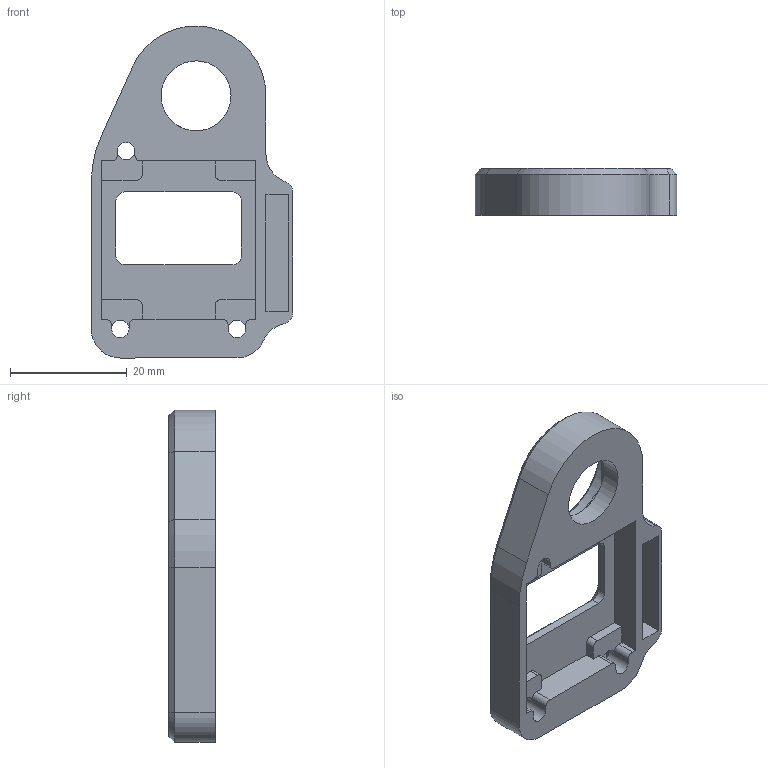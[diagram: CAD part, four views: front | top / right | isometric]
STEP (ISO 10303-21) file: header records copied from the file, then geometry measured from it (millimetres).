
FILE_DESCRIPTION(/* description */ (''),/* implementation_level */ '2;1');
FILE_NAME(/* name */ 'OBS-Display-B-001_Schrauben_Display_Top_v0.1.0.stp',/* time_stamp */ '2021-04-29T22:32:00+02:00',/* author */ ('hpcthobs'),/* organization */ (''),/* preprocessor_version */ 'ST-DEVELOPER v18.1',/* originating_system */ 'Autodesk Inventor 2021',/* authorisation */ '');
FILE_SCHEMA (('AUTOMOTIVE_DESIGN { 1 0 10303 214 3 1 1 }'));
Length unit declared in the file: millimetre
Products named in the file (1): OBS-Display-B-001_Schrauben_Display_Top_v0.1.0
Bounding box: 34.6 x 8 x 56.99 mm (x, y, z)
Volume: 6497.5 mm3; surface area: 5302.1 mm2
Topology: 1 solids, 1 shells, 148 faces, 405 edges, 262 vertices
Faces by surface type: plane 105, cylinder 30, cone 13
Full cylindrical faces by diameter (mm): 3 x3, 6 x3, 12 x1, 18 x1
Entity records: 4715 total; most frequent: DIRECTION 822, CARTESIAN_POINT 809, ORIENTED_EDGE 788, EDGE_CURVE 394, LINE 286, VECTOR 286, AXIS2_PLACEMENT_3D 268, VERTEX_POINT 247
